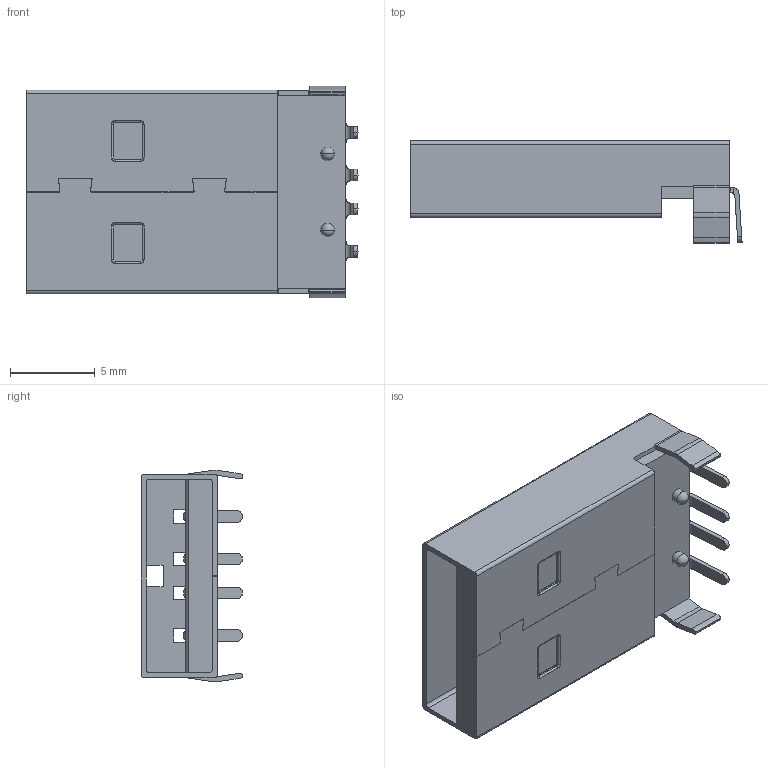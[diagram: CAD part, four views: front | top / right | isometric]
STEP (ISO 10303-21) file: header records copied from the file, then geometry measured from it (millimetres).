
FILE_DESCRIPTION (( 'STEP AP214' ), '1' );
FILE_NAME ('5D2CF0CE-E75D-4D76-AD17-7D3A75F9BE41.STEP', '2022-12-30T07:00:18', ( '' ), ( '' ), 'SwSTEP 2.0', 'SolidWorks 2022', '' );
FILE_SCHEMA (( 'AUTOMOTIVE_DESIGN' ));
Length unit declared in the file: millimetre
Products named in the file (1): 5D2CF0CE-E75D-4D76-AD17-7D3A75F9BE41
Bounding box: 19.55 x 6 x 12.48 mm (x, y, z)
Volume: 672.5 mm3; surface area: 2283.2 mm2
Topology: 6 solids, 6 shells, 362 faces, 961 edges, 610 vertices
Faces by surface type: plane 186, cylinder 136, torus 32, sphere 4, bspline 4
Entity records: 15413 total; most frequent: CARTESIAN_POINT 2331, ORIENTED_EDGE 1906, DIRECTION 1875, EDGE_CURVE 953, LINE 625, AXIS2_PLACEMENT_3D 625, VECTOR 625, VERTEX_POINT 606
